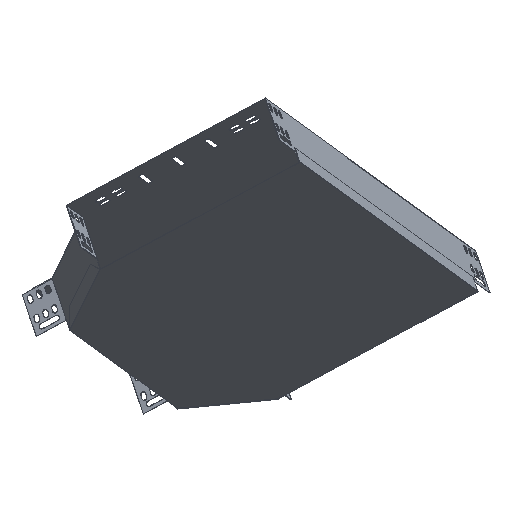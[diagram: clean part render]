
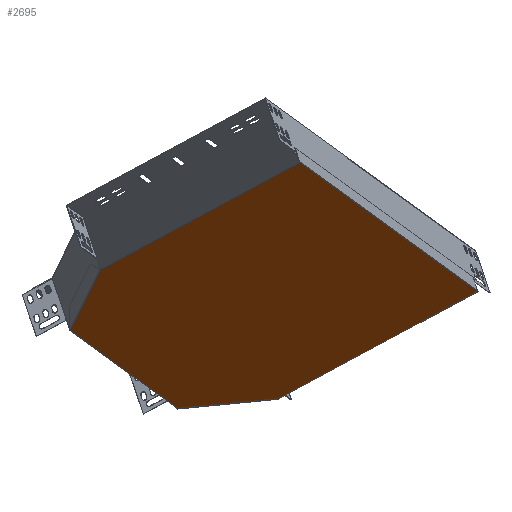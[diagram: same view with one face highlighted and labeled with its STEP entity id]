
A CAD part, front view. The second image highlights one B-rep face of the part: STEP entity #2695.
In plain terms, the highlighted planar face has unit normal (0.283, -0.485, -0.827).
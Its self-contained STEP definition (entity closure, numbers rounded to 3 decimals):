
#429 = EDGE_CURVE ( 'NONE', #2859, #8982, #9322, .T. ) ;
#430 = EDGE_CURVE ( 'NONE', #2859, #11327, #9297, .T. ) ;
#449 = EDGE_CURVE ( 'NONE', #11327, #8048, #9281, .T. ) ;
#450 = EDGE_CURVE ( 'NONE', #8563, #10769, #9265, .T. ) ;
#466 = EDGE_CURVE ( 'NONE', #901, #5743, #9209, .T. ) ;
#472 = EDGE_CURVE ( 'NONE', #1264, #901, #9228, .T. ) ;
#478 = EDGE_CURVE ( 'NONE', #1264, #2252, #9174, .T. ) ;
#493 = EDGE_CURVE ( 'NONE', #8982, #2252, #9196, .T. ) ;
#494 = DIRECTION ( 'NONE',  ( 0.919, 0.385, 0.088 ) ) ;
#520 = CARTESIAN_POINT ( 'NONE',  ( -153.357, -62.452, -9.346 ) ) ;
#530 = EDGE_CURVE ( 'NONE', #8563, #8048, #9030, .T. ) ;
#535 = DIRECTION ( 'NONE',  ( 0.919, 0.385, 0.088 ) ) ;
#550 = EDGE_CURVE ( 'NONE', #5743, #10769, #8958, .T. ) ;
#901 = VERTEX_POINT ( 'NONE', #11732 ) ;
#1264 = VERTEX_POINT ( 'NONE', #8924 ) ;
#1693 = PLANE ( 'NONE',  #7728 ) ;
#1922 = FACE_OUTER_BOUND ( 'NONE', #11489, .T. ) ;
#2252 = VERTEX_POINT ( 'NONE', #7473 ) ;
#2471 = CARTESIAN_POINT ( 'NONE',  ( -152.622, -62.144, -9.276 ) ) ;
#2572 = CARTESIAN_POINT ( 'NONE',  ( -191.048, 49.097, -87.692 ) ) ;
#2695 = ADVANCED_FACE ( 'NONE', ( #1922 ), #1693, .F. ) ;
#2859 = VERTEX_POINT ( 'NONE', #6868 ) ;
#2963 = ORIENTED_EDGE ( 'NONE', *, *, #493, .T. ) ;
#2999 = ORIENTED_EDGE ( 'NONE', *, *, #478, .F. ) ;
#3166 = CARTESIAN_POINT ( 'NONE',  ( 75.664, 352.374, -174.461 ) ) ;
#3243 = ORIENTED_EDGE ( 'NONE', *, *, #472, .T. ) ;
#3296 = ORIENTED_EDGE ( 'NONE', *, *, #466, .T. ) ;
#3488 = ORIENTED_EDGE ( 'NONE', *, *, #550, .T. ) ;
#3491 = CARTESIAN_POINT ( 'NONE',  ( -192.646, 49.447, -88.443 ) ) ;
#3534 = ORIENTED_EDGE ( 'NONE', *, *, #450, .F. ) ;
#3536 = DIRECTION ( 'NONE',  ( 0.919, 0.385, 0.088 ) ) ;
#3684 = CARTESIAN_POINT ( 'NONE',  ( 102.634, -147.223, 127.928 ) ) ;
#3764 = ORIENTED_EDGE ( 'NONE', *, *, #530, .T. ) ;
#3796 = ORIENTED_EDGE ( 'NONE', *, *, #449, .F. ) ;
#3835 = ORIENTED_EDGE ( 'NONE', *, *, #430, .F. ) ;
#3868 = CARTESIAN_POINT ( 'NONE',  ( -191.048, 49.097, -87.692 ) ) ;
#3986 = ORIENTED_EDGE ( 'NONE', *, *, #429, .T. ) ;
#4579 = CARTESIAN_POINT ( 'NONE',  ( 102.12, -148.159, 128.301 ) ) ;
#4773 = DIRECTION ( 'NONE',  ( 0.845, -0.283, 0.455 ) ) ;
#4829 = DIRECTION ( 'NONE',  ( -0.283, 0.485, 0.827 ) ) ;
#5596 = DIRECTION ( 'NONE',  ( 0.455, 0.827, -0.33 ) ) ;
#5722 = CARTESIAN_POINT ( 'NONE',  ( 330.369, 267.064, -37.311 ) ) ;
#5743 = VERTEX_POINT ( 'NONE', #3166 ) ;
#6535 = CARTESIAN_POINT ( 'NONE',  ( -55.687, 298.598, -187.817 ) ) ;
#6868 = CARTESIAN_POINT ( 'NONE',  ( -192.334, 48.558, -87.815 ) ) ;
#7473 = CARTESIAN_POINT ( 'NONE',  ( -54.261, 297.934, -186.94 ) ) ;
#7522 = DIRECTION ( 'NONE',  ( 0.276, -0.785, 0.555 ) ) ;
#7566 = CARTESIAN_POINT ( 'NONE',  ( 75.499, 352.845, -174.794 ) ) ;
#7599 = DIRECTION ( 'NONE',  ( 0.455, 0.827, -0.33 ) ) ;
#7728 = AXIS2_PLACEMENT_3D ( 'NONE', #10539, #4829, #11481 ) ;
#8048 = VERTEX_POINT ( 'NONE', #10225 ) ;
#8563 = VERTEX_POINT ( 'NONE', #3684 ) ;
#8625 = CARTESIAN_POINT ( 'NONE',  ( 75.664, 352.374, -174.461 ) ) ;
#8907 = VECTOR ( 'NONE', #4773, 1000. ) ;
#8924 = CARTESIAN_POINT ( 'NONE',  ( -54.647, 299.033, -187.717 ) ) ;
#8958 = LINE ( 'NONE', #8625, #8907 ) ;
#8982 = VERTEX_POINT ( 'NONE', #3868 ) ;
#8989 = VECTOR ( 'NONE', #12328, 1000. ) ;
#9030 = LINE ( 'NONE', #11390, #8989 ) ;
#9140 = VECTOR ( 'NONE', #11299, 1000. ) ;
#9146 = VECTOR ( 'NONE', #7599, 1000. ) ;
#9159 = VECTOR ( 'NONE', #535, 1000. ) ;
#9174 = LINE ( 'NONE', #9437, #9140 ) ;
#9185 = VECTOR ( 'NONE', #12210, 1000. ) ;
#9196 = LINE ( 'NONE', #2572, #9146 ) ;
#9209 = LINE ( 'NONE', #7566, #9185 ) ;
#9219 = VECTOR ( 'NONE', #5596, 1000. ) ;
#9228 = LINE ( 'NONE', #6535, #9159 ) ;
#9238 = VECTOR ( 'NONE', #3536, 1000. ) ;
#9261 = VECTOR ( 'NONE', #7522, 1000. ) ;
#9265 = LINE ( 'NONE', #4579, #9219 ) ;
#9272 = VECTOR ( 'NONE', #494, 1000. ) ;
#9281 = LINE ( 'NONE', #2471, #9238 ) ;
#9297 = LINE ( 'NONE', #3491, #9261 ) ;
#9322 = LINE ( 'NONE', #12170, #9272 ) ;
#9437 = CARTESIAN_POINT ( 'NONE',  ( -54.427, 298.405, -187.273 ) ) ;
#10225 = CARTESIAN_POINT ( 'NONE',  ( -152.071, -61.913, -9.223 ) ) ;
#10539 = CARTESIAN_POINT ( 'NONE',  ( -249.669, 216.058, -205.709 ) ) ;
#10769 = VERTEX_POINT ( 'NONE', #5722 ) ;
#11299 = DIRECTION ( 'NONE',  ( 0.276, -0.785, 0.555 ) ) ;
#11327 = VERTEX_POINT ( 'NONE', #520 ) ;
#11390 = CARTESIAN_POINT ( 'NONE',  ( 101.958, -146.997, 127.564 ) ) ;
#11481 = DIRECTION ( 'NONE',  ( -0.455, -0.827, 0.33 ) ) ;
#11489 = EDGE_LOOP ( 'NONE', ( #2963, #2999, #3243, #3296, #3488, #3534, #3764, #3796, #3835, #3986 ) ) ;
#11732 = CARTESIAN_POINT ( 'NONE',  ( 75.278, 353.473, -175.238 ) ) ;
#12170 = CARTESIAN_POINT ( 'NONE',  ( -191.599, 48.866, -87.745 ) ) ;
#12210 = DIRECTION ( 'NONE',  ( 0.276, -0.785, 0.555 ) ) ;
#12328 = DIRECTION ( 'NONE',  ( -0.845, 0.283, -0.455 ) ) ;
